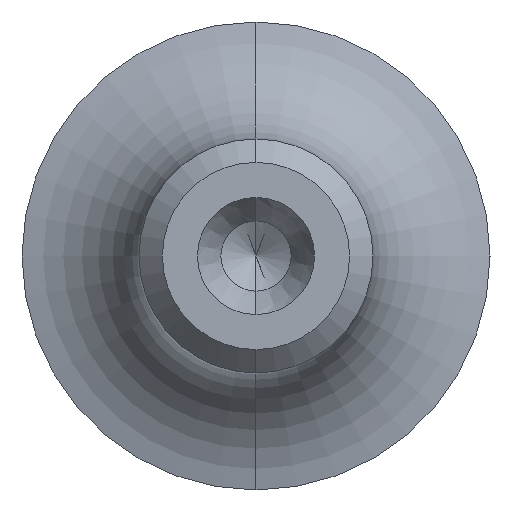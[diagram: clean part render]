
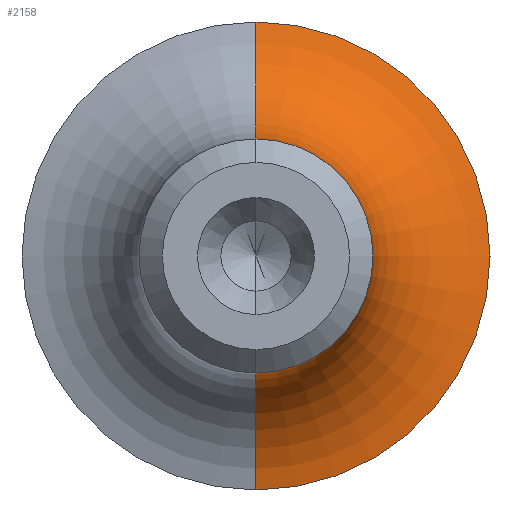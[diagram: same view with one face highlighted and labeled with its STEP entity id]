
A CAD part, left-side view. The second image highlights one B-rep face of the part: STEP entity #2158.
In plain terms, the highlighted toroidal (fillet/blend) face has major radius 5.5 mm and minor radius 3 mm.
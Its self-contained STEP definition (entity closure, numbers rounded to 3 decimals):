
#1 = CARTESIAN_POINT ( 'NONE',  ( -14.958, 0., -5.5 ) ) ;
#95 = CARTESIAN_POINT ( 'NONE',  ( -12., 0., 0. ) ) ;
#153 = ORIENTED_EDGE ( 'NONE', *, *, #3396, .F. ) ;
#516 = DIRECTION ( 'NONE',  ( 0., 1., 0. ) ) ;
#563 = EDGE_CURVE ( 'NONE', #2175, #2724, #4034, .T. ) ;
#632 = DIRECTION ( 'NONE',  ( 0., 0., -1. ) ) ;
#668 = DIRECTION ( 'NONE',  ( 1., 0., 0. ) ) ;
#669 = EDGE_CURVE ( 'NONE', #2724, #1292, #1149, .T. ) ;
#679 = DIRECTION ( 'NONE',  ( -1., 0., 0. ) ) ;
#823 = DIRECTION ( 'NONE',  ( 0., 0., 1. ) ) ;
#942 = AXIS2_PLACEMENT_3D ( 'NONE', #1769, #516, #823 ) ;
#1086 = EDGE_LOOP ( 'NONE', ( #1097, #3029, #153, #1962 ) ) ;
#1097 = ORIENTED_EDGE ( 'NONE', *, *, #563, .T. ) ;
#1149 = CIRCLE ( 'NONE', #942, 3. ) ;
#1205 = CARTESIAN_POINT ( 'NONE',  ( -14.958, 0., -2.5 ) ) ;
#1292 = VERTEX_POINT ( 'NONE', #2634 ) ;
#1392 = CIRCLE ( 'NONE', #2112, 2.5 ) ;
#1547 = DIRECTION ( 'NONE',  ( 0., -1., 0. ) ) ;
#1620 = DIRECTION ( 'NONE',  ( 0., 0., -1. ) ) ;
#1769 = CARTESIAN_POINT ( 'NONE',  ( -14.958, 0., 5.5 ) ) ;
#1865 = CARTESIAN_POINT ( 'NONE',  ( -12., 0., -5. ) ) ;
#1962 = ORIENTED_EDGE ( 'NONE', *, *, #3848, .F. ) ;
#2112 = AXIS2_PLACEMENT_3D ( 'NONE', #2881, #679, #1620 ) ;
#2158 = ADVANCED_FACE ( 'NONE', ( #3662 ), #3856, .F. ) ;
#2175 = VERTEX_POINT ( 'NONE', #1865 ) ;
#2229 = DIRECTION ( 'NONE',  ( 0., 0., -1. ) ) ;
#2244 = AXIS2_PLACEMENT_3D ( 'NONE', #3827, #668, #2229 ) ;
#2434 = AXIS2_PLACEMENT_3D ( 'NONE', #1, #1547, #632 ) ;
#2456 = CIRCLE ( 'NONE', #2434, 3. ) ;
#2634 = CARTESIAN_POINT ( 'NONE',  ( -14.958, 0., 2.5 ) ) ;
#2724 = VERTEX_POINT ( 'NONE', #3198 ) ;
#2881 = CARTESIAN_POINT ( 'NONE',  ( -14.958, 0., 0. ) ) ;
#2918 = DIRECTION ( 'NONE',  ( -1., 0., 0. ) ) ;
#3029 = ORIENTED_EDGE ( 'NONE', *, *, #669, .T. ) ;
#3198 = CARTESIAN_POINT ( 'NONE',  ( -12., 0., 5. ) ) ;
#3290 = AXIS2_PLACEMENT_3D ( 'NONE', #95, #2918, #3625 ) ;
#3324 = VERTEX_POINT ( 'NONE', #1205 ) ;
#3396 = EDGE_CURVE ( 'NONE', #3324, #1292, #1392, .T. ) ;
#3625 = DIRECTION ( 'NONE',  ( 0., 0., 1. ) ) ;
#3662 = FACE_OUTER_BOUND ( 'NONE', #1086, .T. ) ;
#3827 = CARTESIAN_POINT ( 'NONE',  ( -14.958, 0., 0. ) ) ;
#3848 = EDGE_CURVE ( 'NONE', #2175, #3324, #2456, .T. ) ;
#3856 = TOROIDAL_SURFACE ( 'NONE', #2244, 5.5, 3. ) ;
#4034 = CIRCLE ( 'NONE', #3290, 5. ) ;
